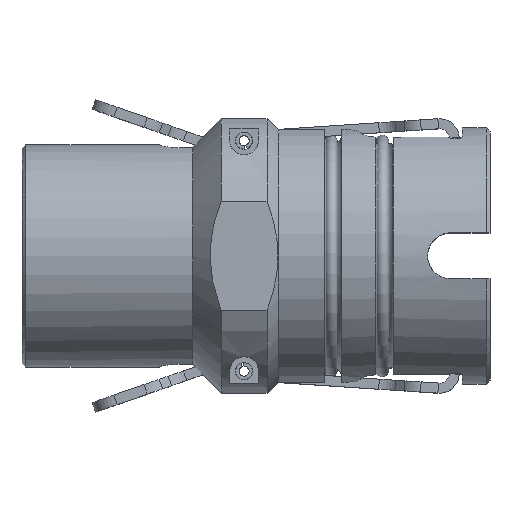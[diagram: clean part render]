
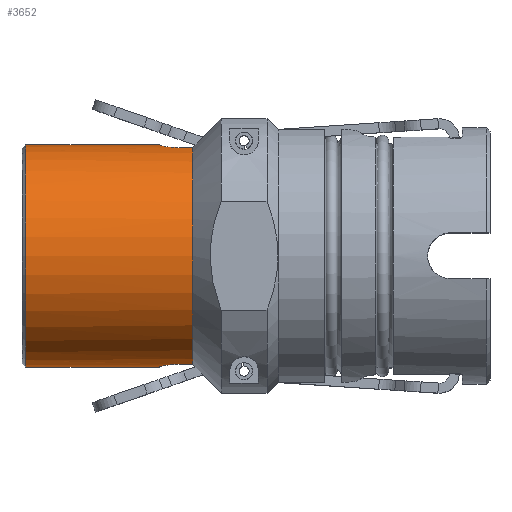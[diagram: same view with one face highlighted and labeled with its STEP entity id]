
A CAD part, top view. The second image highlights one B-rep face of the part: STEP entity #3652.
In plain terms, the highlighted cylindrical face has radius 15.367 mm (diameter 30.734 mm), a full revolution.
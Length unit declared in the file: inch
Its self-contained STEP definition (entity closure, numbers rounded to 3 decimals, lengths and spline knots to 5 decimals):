
#175=B_SPLINE_CURVE_WITH_KNOTS('',3,(#6266,#6267,#6268,#6269,#6270,#6271,
#6272,#6273,#6274,#6275),.UNSPECIFIED.,.F.,.F.,(4,2,2,2,4),(-0.36144,
-0.27084,-0.18025,-0.09013,0.),
 .UNSPECIFIED.);
#176=B_SPLINE_CURVE_WITH_KNOTS('',3,(#6282,#6283,#6284,#6285,#6286,#6287,
#6288,#6289,#6290,#6291),.UNSPECIFIED.,.F.,.F.,(4,2,2,2,4),(0.,0.09013,
0.18025,0.27084,0.36144),.UNSPECIFIED.);
#206=B_SPLINE_CURVE_WITH_KNOTS('',3,(#6914,#6915,#6916,#6917,#6918,#6919,
#6920,#6921,#6922,#6923),.UNSPECIFIED.,.F.,.F.,(4,2,2,2,4),(0.72142,
0.81154,0.90167,0.99226,1.08286),
 .UNSPECIFIED.);
#207=B_SPLINE_CURVE_WITH_KNOTS('',3,(#6943,#6944,#6945,#6946,#6947,#6948,
#6949,#6950,#6951,#6952),.UNSPECIFIED.,.F.,.F.,(4,2,2,2,4),(0.35998,
0.45057,0.54117,0.63129,0.72142),
 .UNSPECIFIED.);
#251=CYLINDRICAL_SURFACE('',#4040,0.605);
#390=FACE_OUTER_BOUND('',#602,.T.);
#602=EDGE_LOOP('',(#2976,#2977,#2978,#2979,#2980,#2981,#2982,#2983,#2984,
#2985,#2986,#2987,#2988,#2989,#2990,#2991,#2992));
#729=LINE('',#5893,#989);
#755=LINE('',#6078,#1015);
#794=LINE('',#6506,#1054);
#842=LINE('',#6961,#1102);
#843=LINE('',#6964,#1103);
#989=VECTOR('',#4378,0.3937);
#1015=VECTOR('',#4450,0.3937);
#1054=VECTOR('',#4617,0.3937);
#1102=VECTOR('',#4797,0.3937);
#1103=VECTOR('',#4800,0.605);
#1228=CIRCLE('',#3839,0.605);
#1235=CIRCLE('',#3850,0.605);
#1294=CIRCLE('',#3951,0.605);
#1295=CIRCLE('',#3952,0.605);
#1336=CIRCLE('',#4034,0.605);
#1337=CIRCLE('',#4041,0.605);
#1338=CIRCLE('',#4042,0.605);
#1434=VERTEX_POINT('',#5358);
#1435=VERTEX_POINT('',#5362);
#1451=VERTEX_POINT('',#5433);
#1452=VERTEX_POINT('',#5437);
#1508=VERTEX_POINT('',#5892);
#1540=VERTEX_POINT('',#6076);
#1567=VERTEX_POINT('',#6264);
#1569=VERTEX_POINT('',#6281);
#1570=VERTEX_POINT('',#6294);
#1593=VERTEX_POINT('',#6505);
#1649=VERTEX_POINT('',#6913);
#1655=VERTEX_POINT('',#6938);
#1656=VERTEX_POINT('',#6942);
#1657=VERTEX_POINT('',#6963);
#1658=VERTEX_POINT('',#6965);
#1804=EDGE_CURVE('',#1434,#1435,#1228,.T.);
#1824=EDGE_CURVE('',#1451,#1452,#1235,.T.);
#1892=EDGE_CURVE('',#1508,#1435,#729,.T.);
#1937=EDGE_CURVE('',#1451,#1540,#755,.T.);
#1983=EDGE_CURVE('',#1567,#1540,#175,.T.);
#1986=EDGE_CURVE('',#1508,#1569,#176,.T.);
#1988=EDGE_CURVE('',#1570,#1569,#1294,.T.);
#1989=EDGE_CURVE('',#1567,#1570,#1295,.T.);
#2028=EDGE_CURVE('',#1593,#1452,#794,.T.);
#2114=EDGE_CURVE('',#1593,#1649,#206,.T.);
#2122=EDGE_CURVE('',#1655,#1649,#1336,.T.);
#2124=EDGE_CURVE('',#1655,#1656,#207,.T.);
#2129=EDGE_CURVE('',#1434,#1656,#842,.T.);
#2130=EDGE_CURVE('',#1570,#1657,#843,.T.);
#2131=EDGE_CURVE('',#1658,#1657,#1337,.T.);
#2132=EDGE_CURVE('',#1657,#1658,#1338,.T.);
#2976=ORIENTED_EDGE('',*,*,#1892,.T.);
#2977=ORIENTED_EDGE('',*,*,#1804,.F.);
#2978=ORIENTED_EDGE('',*,*,#2129,.T.);
#2979=ORIENTED_EDGE('',*,*,#2124,.F.);
#2980=ORIENTED_EDGE('',*,*,#2122,.T.);
#2981=ORIENTED_EDGE('',*,*,#2114,.F.);
#2982=ORIENTED_EDGE('',*,*,#2028,.T.);
#2983=ORIENTED_EDGE('',*,*,#1824,.F.);
#2984=ORIENTED_EDGE('',*,*,#1937,.T.);
#2985=ORIENTED_EDGE('',*,*,#1983,.F.);
#2986=ORIENTED_EDGE('',*,*,#1989,.T.);
#2987=ORIENTED_EDGE('',*,*,#2130,.T.);
#2988=ORIENTED_EDGE('',*,*,#2131,.F.);
#2989=ORIENTED_EDGE('',*,*,#2132,.F.);
#2990=ORIENTED_EDGE('',*,*,#2130,.F.);
#2991=ORIENTED_EDGE('',*,*,#1988,.T.);
#2992=ORIENTED_EDGE('',*,*,#1986,.F.);
#3652=ADVANCED_FACE('',(#390),#251,.T.);
#3839=AXIS2_PLACEMENT_3D('',#5363,#4262,#4263);
#3850=AXIS2_PLACEMENT_3D('',#5438,#4288,#4289);
#3951=AXIS2_PLACEMENT_3D('',#6295,#4552,#4553);
#3952=AXIS2_PLACEMENT_3D('',#6296,#4554,#4555);
#4034=AXIS2_PLACEMENT_3D('',#6939,#4780,#4781);
#4040=AXIS2_PLACEMENT_3D('',#6962,#4798,#4799);
#4041=AXIS2_PLACEMENT_3D('',#6966,#4801,#4802);
#4042=AXIS2_PLACEMENT_3D('',#6967,#4803,#4804);
#4262=DIRECTION('center_axis',(1.,0.,0.));
#4263=DIRECTION('ref_axis',(0.,0.,-1.));
#4288=DIRECTION('center_axis',(1.,0.,0.));
#4289=DIRECTION('ref_axis',(0.,0.,-1.));
#4378=DIRECTION('',(1.,0.,0.));
#4450=DIRECTION('',(-1.,0.,0.));
#4552=DIRECTION('center_axis',(-1.,0.,0.));
#4553=DIRECTION('ref_axis',(0.,1.,0.));
#4554=DIRECTION('center_axis',(-1.,0.,0.));
#4555=DIRECTION('ref_axis',(0.,1.,0.));
#4617=DIRECTION('',(1.,0.,0.));
#4780=DIRECTION('center_axis',(-1.,0.,0.));
#4781=DIRECTION('ref_axis',(0.,1.,0.));
#4797=DIRECTION('',(-1.,0.,0.));
#4798=DIRECTION('center_axis',(1.,0.,0.));
#4799=DIRECTION('ref_axis',(0.,1.,0.));
#4800=DIRECTION('',(-1.,0.,0.));
#4801=DIRECTION('center_axis',(-1.,0.,0.));
#4802=DIRECTION('ref_axis',(0.,-1.,0.));
#4803=DIRECTION('center_axis',(-1.,0.,0.));
#4804=DIRECTION('ref_axis',(0.,-1.,0.));
#5358=CARTESIAN_POINT('',(0.93,0.59087,0.13));
#5362=CARTESIAN_POINT('',(0.93,-0.59087,0.13));
#5363=CARTESIAN_POINT('Origin',(0.93,0.,0.));
#5433=CARTESIAN_POINT('',(0.93,-0.59087,-0.13));
#5437=CARTESIAN_POINT('',(0.93,0.59087,-0.13));
#5438=CARTESIAN_POINT('Origin',(0.93,0.,0.));
#5892=CARTESIAN_POINT('',(0.844,-0.59087,0.13));
#5893=CARTESIAN_POINT('',(0.465,-0.59087,0.13));
#6076=CARTESIAN_POINT('',(0.844,-0.59087,-0.13));
#6078=CARTESIAN_POINT('',(0.465,-0.59087,-0.13));
#6264=CARTESIAN_POINT('',(0.75,-0.60393,-0.036));
#6266=CARTESIAN_POINT('Ctrl Pts',(0.75,-0.60393,-0.036));
#6267=CARTESIAN_POINT('Ctrl Pts',(0.75,-0.60322,-0.04787));
#6268=CARTESIAN_POINT('Ctrl Pts',(0.75238,-0.60208,
-0.06049));
#6269=CARTESIAN_POINT('Ctrl Pts',(0.76201,-0.5993,
-0.08366));
#6270=CARTESIAN_POINT('Ctrl Pts',(0.76926,-0.59768,-0.09422));
#6271=CARTESIAN_POINT('Ctrl Pts',(0.78593,-0.59482,-0.11084));
#6272=CARTESIAN_POINT('Ctrl Pts',(0.79646,-0.59339,
-0.11805));
#6273=CARTESIAN_POINT('Ctrl Pts',(0.81958,-0.5914,-0.12763));
#6274=CARTESIAN_POINT('Ctrl Pts',(0.83217,-0.59087,
-0.13));
#6275=CARTESIAN_POINT('Ctrl Pts',(0.844,-0.59087,-0.13));
#6281=CARTESIAN_POINT('',(0.75,-0.60393,0.036));
#6282=CARTESIAN_POINT('Ctrl Pts',(0.844,-0.59087,0.13));
#6283=CARTESIAN_POINT('Ctrl Pts',(0.83217,-0.59087,
0.13));
#6284=CARTESIAN_POINT('Ctrl Pts',(0.81958,-0.5914,0.12763));
#6285=CARTESIAN_POINT('Ctrl Pts',(0.79646,-0.59339,
0.11805));
#6286=CARTESIAN_POINT('Ctrl Pts',(0.78593,-0.59482,0.11084));
#6287=CARTESIAN_POINT('Ctrl Pts',(0.76926,-0.59768,0.09422));
#6288=CARTESIAN_POINT('Ctrl Pts',(0.76201,-0.5993,
0.08366));
#6289=CARTESIAN_POINT('Ctrl Pts',(0.75238,-0.60208,
0.06049));
#6290=CARTESIAN_POINT('Ctrl Pts',(0.75,-0.60322,0.04787));
#6291=CARTESIAN_POINT('Ctrl Pts',(0.75,-0.60393,0.036));
#6294=CARTESIAN_POINT('',(0.75,-0.605,0.));
#6295=CARTESIAN_POINT('Origin',(0.75,0.,0.));
#6296=CARTESIAN_POINT('Origin',(0.75,0.,0.));
#6505=CARTESIAN_POINT('',(0.844,0.59087,-0.13));
#6506=CARTESIAN_POINT('',(0.465,0.59087,-0.13));
#6913=CARTESIAN_POINT('',(0.75,0.60393,-0.036));
#6914=CARTESIAN_POINT('Ctrl Pts',(0.844,0.59087,-0.13));
#6915=CARTESIAN_POINT('Ctrl Pts',(0.83217,0.59087,-0.13));
#6916=CARTESIAN_POINT('Ctrl Pts',(0.81958,0.5914,-0.12763));
#6917=CARTESIAN_POINT('Ctrl Pts',(0.79646,0.59339,-0.11805));
#6918=CARTESIAN_POINT('Ctrl Pts',(0.78593,0.59482,-0.11084));
#6919=CARTESIAN_POINT('Ctrl Pts',(0.76926,0.59768,-0.09422));
#6920=CARTESIAN_POINT('Ctrl Pts',(0.76201,0.5993,-0.08366));
#6921=CARTESIAN_POINT('Ctrl Pts',(0.75238,0.60208,-0.06049));
#6922=CARTESIAN_POINT('Ctrl Pts',(0.75,0.60322,-0.04787));
#6923=CARTESIAN_POINT('Ctrl Pts',(0.75,0.60393,-0.036));
#6938=CARTESIAN_POINT('',(0.75,0.60393,0.036));
#6939=CARTESIAN_POINT('Origin',(0.75,0.,0.));
#6942=CARTESIAN_POINT('',(0.844,0.59087,0.13));
#6943=CARTESIAN_POINT('Ctrl Pts',(0.75,0.60393,0.036));
#6944=CARTESIAN_POINT('Ctrl Pts',(0.75,0.60322,0.04787));
#6945=CARTESIAN_POINT('Ctrl Pts',(0.75238,0.60208,0.06049));
#6946=CARTESIAN_POINT('Ctrl Pts',(0.76201,0.5993,0.08366));
#6947=CARTESIAN_POINT('Ctrl Pts',(0.76926,0.59768,0.09422));
#6948=CARTESIAN_POINT('Ctrl Pts',(0.78593,0.59482,0.11084));
#6949=CARTESIAN_POINT('Ctrl Pts',(0.79646,0.59339,0.11805));
#6950=CARTESIAN_POINT('Ctrl Pts',(0.81958,0.5914,0.12763));
#6951=CARTESIAN_POINT('Ctrl Pts',(0.83217,0.59087,0.13));
#6952=CARTESIAN_POINT('Ctrl Pts',(0.844,0.59087,0.13));
#6961=CARTESIAN_POINT('',(0.465,0.59087,0.13));
#6962=CARTESIAN_POINT('Origin',(0.465,0.,0.));
#6963=CARTESIAN_POINT('',(0.02,-0.605,0.));
#6964=CARTESIAN_POINT('',(0.465,-0.605,0.));
#6965=CARTESIAN_POINT('',(0.02,0.605,0.));
#6966=CARTESIAN_POINT('Origin',(0.02,0.,0.));
#6967=CARTESIAN_POINT('Origin',(0.02,0.,0.));
